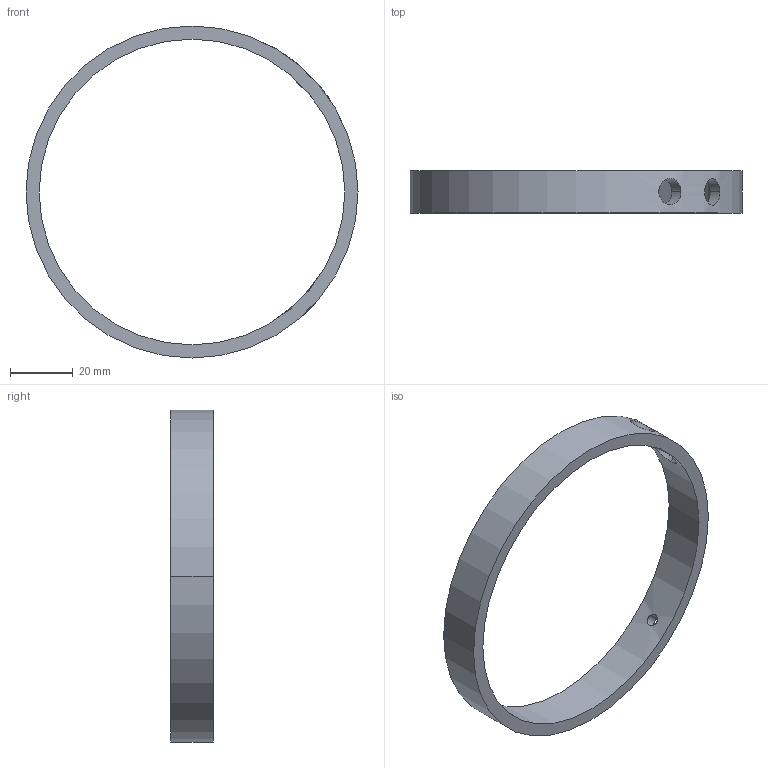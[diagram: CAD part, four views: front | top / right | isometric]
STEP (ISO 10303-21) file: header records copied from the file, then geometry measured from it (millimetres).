
FILE_DESCRIPTION (( 'STEP AP214' ), '1' );
FILE_NAME ('AVBY-SB-4160 Switchband, Avbay, Mojave Sphinx.STEP', '2024-08-17T20:29:25', ( '' ), ( '' ), 'SwSTEP 2.0', 'SolidWorks 2022', '' );
FILE_SCHEMA (( 'AUTOMOTIVE_DESIGN' ));
Length unit declared in the file: inch
Products named in the file (1): AVBY-SB-4160 Switchband, Avbay, Mojave Sphinx
Bounding box: 105.66 x 13.46 x 105.66 mm (x, y, z)
Volume: 17462.1 mm3; surface area: 11281.3 mm2
Topology: 1 solids, 1 shells, 12 faces, 30 edges, 20 vertices
Faces by surface type: cylinder 10, plane 2
Entity records: 796 total; most frequent: CARTESIAN_POINT 439, ORIENTED_EDGE 60, DIRECTION 52, EDGE_CURVE 30, AXIS2_PLACEMENT_3D 21, VERTEX_POINT 20, EDGE_LOOP 20, B_SPLINE_CURVE_WITH_KNOTS 12
